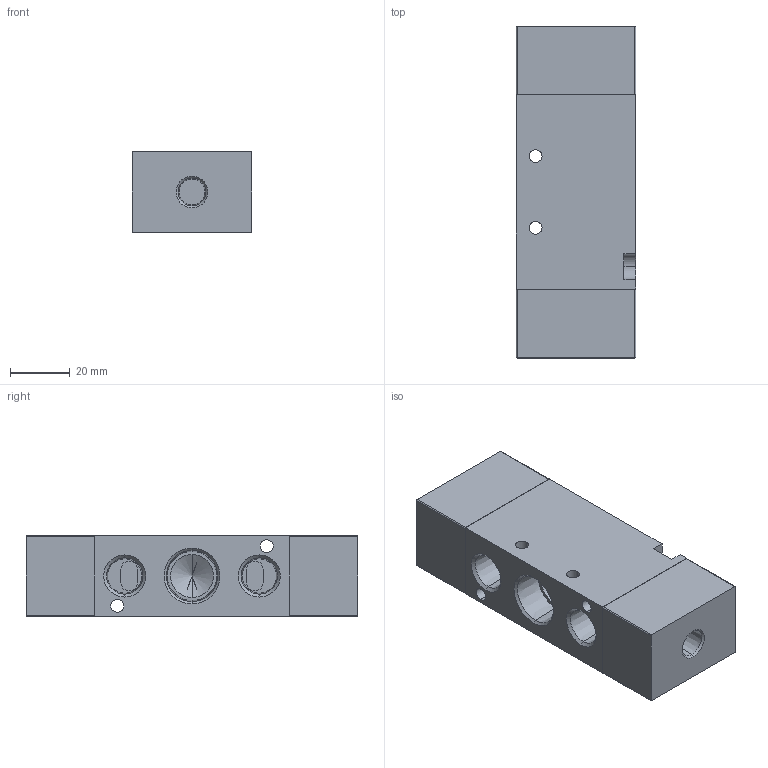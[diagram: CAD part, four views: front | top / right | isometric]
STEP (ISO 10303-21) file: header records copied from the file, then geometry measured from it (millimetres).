
FILE_DESCRIPTION (( 'STEP AP203' ), '1' );
FILE_NAME ('AVS-5353.step', '2024-11-13T19:05:08', ( '' ), ( '' ), 'SwSTEP 2.0', 'SolidWorks 2023', '' );
FILE_SCHEMA (( 'CONFIG_CONTROL_DESIGN' ));
Length unit declared in the file: inch
Products named in the file (1): AVS-5353
Bounding box: 40 x 111 x 27 mm (x, y, z)
Volume: 102104.1 mm3; surface area: 27162 mm2
Topology: 3 solids, 3 shells, 102 faces, 241 edges, 151 vertices
Faces by surface type: plane 37, cone 34, cylinder 31
Entity records: 2998 total; most frequent: DIRECTION 545, CARTESIAN_POINT 489, ORIENTED_EDGE 470, EDGE_CURVE 235, AXIS2_PLACEMENT_3D 207, VERTEX_POINT 151, LINE 131, VECTOR 131
